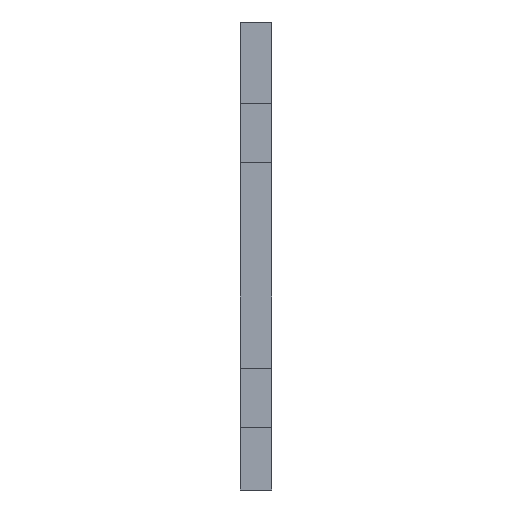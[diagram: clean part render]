
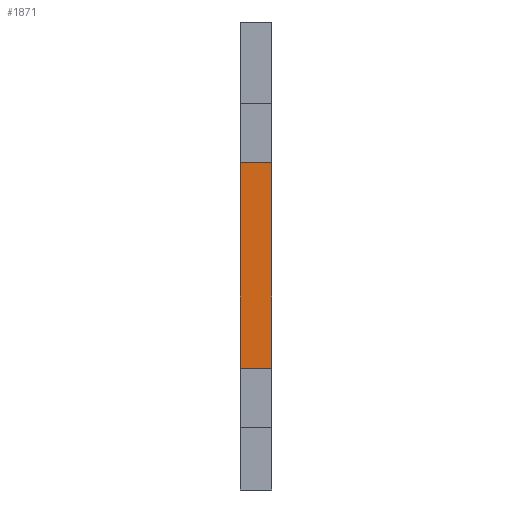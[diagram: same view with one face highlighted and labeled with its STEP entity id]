
A CAD part, front view. The second image highlights one B-rep face of the part: STEP entity #1871.
In plain terms, the highlighted planar face has unit normal (0, -1, 0).
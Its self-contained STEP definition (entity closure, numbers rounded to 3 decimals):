
#105=PLANE('',#2049);
#197=FACE_OUTER_BOUND('',#320,.T.);
#320=EDGE_LOOP('',(#1690,#1691,#1692,#1693));
#441=LINE('',#2890,#630);
#491=LINE('',#3046,#680);
#516=LINE('',#3161,#705);
#517=LINE('',#3162,#706);
#630=VECTOR('',#2354,25.4);
#680=VECTOR('',#2436,25.4);
#705=VECTOR('',#2535,25.4);
#706=VECTOR('',#2536,25.4);
#895=VERTEX_POINT('',#2887);
#896=VERTEX_POINT('',#2889);
#943=VERTEX_POINT('',#3043);
#944=VERTEX_POINT('',#3045);
#1115=EDGE_CURVE('',#896,#895,#441,.T.);
#1174=EDGE_CURVE('',#944,#943,#491,.T.);
#1219=EDGE_CURVE('',#896,#943,#516,.T.);
#1220=EDGE_CURVE('',#944,#895,#517,.T.);
#1690=ORIENTED_EDGE('',*,*,#1174,.T.);
#1691=ORIENTED_EDGE('',*,*,#1219,.F.);
#1692=ORIENTED_EDGE('',*,*,#1115,.T.);
#1693=ORIENTED_EDGE('',*,*,#1220,.F.);
#1871=ADVANCED_FACE('',(#197),#105,.F.);
#2049=AXIS2_PLACEMENT_3D('',#3160,#2533,#2534);
#2354=DIRECTION('',(0.,0.,-1.));
#2436=DIRECTION('',(0.,0.,1.));
#2533=DIRECTION('center_axis',(0.,1.,0.));
#2534=DIRECTION('ref_axis',(1.,0.,0.));
#2535=DIRECTION('',(1.,0.,0.));
#2536=DIRECTION('',(-1.,0.,0.));
#2887=CARTESIAN_POINT('',(134.002,77.615,-178.626));
#2889=CARTESIAN_POINT('',(134.002,77.615,-112.626));
#2890=CARTESIAN_POINT('',(134.002,77.615,-144.126));
#3043=CARTESIAN_POINT('',(144.002,77.615,-112.626));
#3045=CARTESIAN_POINT('',(144.002,77.615,-178.626));
#3046=CARTESIAN_POINT('',(144.002,77.615,-144.126));
#3160=CARTESIAN_POINT('Origin',(161.342,77.615,-145.626));
#3161=CARTESIAN_POINT('',(161.342,77.615,-112.626));
#3162=CARTESIAN_POINT('',(161.342,77.615,-178.626));
